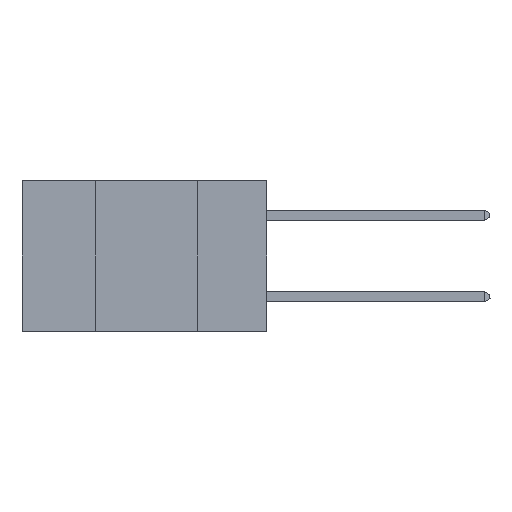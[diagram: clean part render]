
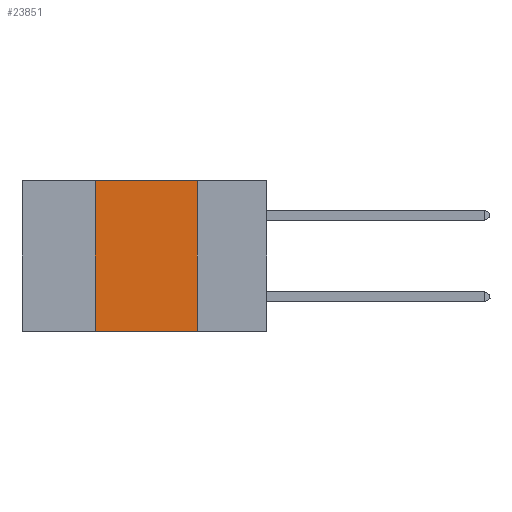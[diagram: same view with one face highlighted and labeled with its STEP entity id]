
A CAD part, left-side view. The second image highlights one B-rep face of the part: STEP entity #23851.
In plain terms, the highlighted planar face has unit normal (-1, 0, 0).
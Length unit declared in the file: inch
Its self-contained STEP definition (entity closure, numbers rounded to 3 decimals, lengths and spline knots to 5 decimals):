
#323 = DIRECTION ( 'NONE',  ( 0., 0., -1. ) ) ;
#334 = ORIENTED_EDGE ( 'NONE', *, *, #2941, .F. ) ;
#1290 = CARTESIAN_POINT ( 'NONE',  ( 0., 0.17, 0. ) ) ;
#2183 = CARTESIAN_POINT ( 'NONE',  ( 0., 0.42, -0.37 ) ) ;
#2941 = EDGE_CURVE ( 'NONE', #24119, #12307, #5814, .T. ) ;
#4444 = FACE_OUTER_BOUND ( 'NONE', #13034, .T. ) ;
#5814 = LINE ( 'NONE', #1290, #16115 ) ;
#5954 = ORIENTED_EDGE ( 'NONE', *, *, #6097, .F. ) ;
#6097 = EDGE_CURVE ( 'NONE', #19618, #20955, #20750, .T. ) ;
#7348 = VECTOR ( 'NONE', #23009, 39.37008 ) ;
#7972 = LINE ( 'NONE', #12706, #7348 ) ;
#10265 = DIRECTION ( 'NONE',  ( 0., -1., 0. ) ) ;
#10697 = EDGE_CURVE ( 'NONE', #19618, #12307, #12224, .T. ) ;
#11453 = DIRECTION ( 'NONE',  ( 0., 0., 1. ) ) ;
#11606 = CARTESIAN_POINT ( 'NONE',  ( 0., 0.6, -0.37 ) ) ;
#11890 = VECTOR ( 'NONE', #10265, 39.37008 ) ;
#12224 = LINE ( 'NONE', #11606, #11890 ) ;
#12307 = VERTEX_POINT ( 'NONE', #20938 ) ;
#12706 = CARTESIAN_POINT ( 'NONE',  ( 0., 0.6, 0. ) ) ;
#13034 = EDGE_LOOP ( 'NONE', ( #334, #19578, #5954, #14742 ) ) ;
#14742 = ORIENTED_EDGE ( 'NONE', *, *, #10697, .T. ) ;
#15651 = CARTESIAN_POINT ( 'NONE',  ( 0., 0.42, 0. ) ) ;
#16115 = VECTOR ( 'NONE', #23471, 39.37008 ) ;
#17446 = CARTESIAN_POINT ( 'NONE',  ( 0., 0.17, 0. ) ) ;
#18807 = VECTOR ( 'NONE', #11453, 39.37008 ) ;
#19257 = CARTESIAN_POINT ( 'NONE',  ( 0., 0.42, 0. ) ) ;
#19578 = ORIENTED_EDGE ( 'NONE', *, *, #23842, .F. ) ;
#19618 = VERTEX_POINT ( 'NONE', #2183 ) ;
#20579 = CARTESIAN_POINT ( 'NONE',  ( 0., 0.6, 0. ) ) ;
#20750 = LINE ( 'NONE', #15651, #18807 ) ;
#20938 = CARTESIAN_POINT ( 'NONE',  ( 0., 0.17, -0.37 ) ) ;
#20955 = VERTEX_POINT ( 'NONE', #19257 ) ;
#22746 = DIRECTION ( 'NONE',  ( 1., 0., 0. ) ) ;
#23009 = DIRECTION ( 'NONE',  ( 0., -1., 0. ) ) ;
#23471 = DIRECTION ( 'NONE',  ( 0., 0., -1. ) ) ;
#23842 = EDGE_CURVE ( 'NONE', #20955, #24119, #7972, .T. ) ;
#23851 = ADVANCED_FACE ( 'NONE', ( #4444 ), #24927, .F. ) ;
#24002 = AXIS2_PLACEMENT_3D ( 'NONE', #20579, #22746, #323 ) ;
#24119 = VERTEX_POINT ( 'NONE', #17446 ) ;
#24927 = PLANE ( 'NONE',  #24002 ) ;
